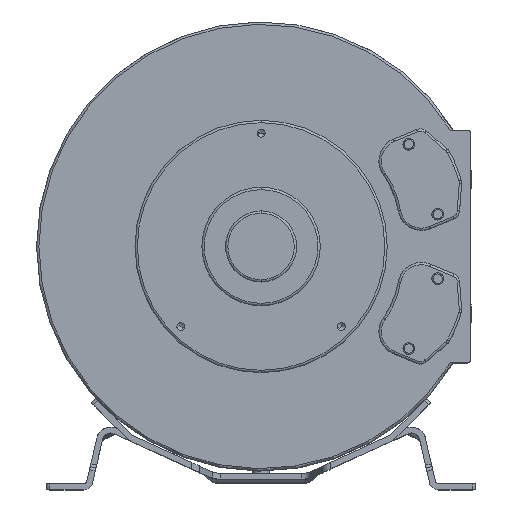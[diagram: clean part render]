
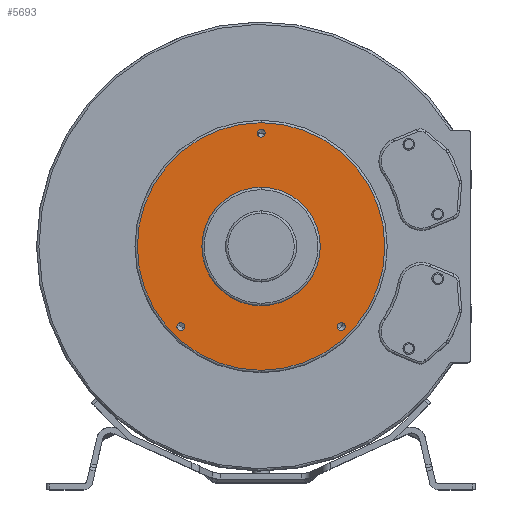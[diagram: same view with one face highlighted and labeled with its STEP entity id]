
A CAD part, top view. The second image highlights one B-rep face of the part: STEP entity #5693.
In plain terms, the highlighted planar face has unit normal (0, 0, 1).
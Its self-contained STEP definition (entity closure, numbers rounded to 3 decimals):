
#1917=CARTESIAN_POINT('',(0.,0.,-21.));
#1918=DIRECTION('',(0.,0.,1.));
#1919=DIRECTION('',(0.,1.,0.));
#1920=AXIS2_PLACEMENT_3D('',#1917,#1918,#1919);
#1922=CARTESIAN_POINT('',(0.,0.,-21.));
#1923=DIRECTION('',(0.,0.,1.));
#1924=DIRECTION('',(0.,-1.,0.));
#1925=AXIS2_PLACEMENT_3D('',#1922,#1923,#1924);
#1927=CARTESIAN_POINT('',(0.,96.,-21.));
#1928=DIRECTION('',(0.,0.,1.));
#1929=DIRECTION('',(-1.,0.,0.));
#1930=AXIS2_PLACEMENT_3D('',#1927,#1928,#1929);
#1932=CARTESIAN_POINT('',(0.,96.,-21.));
#1933=DIRECTION('',(0.,0.,1.));
#1934=DIRECTION('',(1.,0.,0.));
#1935=AXIS2_PLACEMENT_3D('',#1932,#1933,#1934);
#1937=CARTESIAN_POINT('',(-67.882,-67.882,-21.));
#1938=DIRECTION('',(0.,0.,1.));
#1939=DIRECTION('',(0.707,-0.707,0.));
#1940=AXIS2_PLACEMENT_3D('',#1937,#1938,#1939);
#1942=CARTESIAN_POINT('',(-67.882,-67.882,-21.));
#1943=DIRECTION('',(0.,0.,1.));
#1944=DIRECTION('',(-0.707,0.707,0.));
#1945=AXIS2_PLACEMENT_3D('',#1942,#1943,#1944);
#1947=CARTESIAN_POINT('',(67.882,-67.882,-21.));
#1948=DIRECTION('',(0.,0.,1.));
#1949=DIRECTION('',(0.707,0.707,0.));
#1950=AXIS2_PLACEMENT_3D('',#1947,#1948,#1949);
#1952=CARTESIAN_POINT('',(67.882,-67.882,-21.));
#1953=DIRECTION('',(0.,0.,1.));
#1954=DIRECTION('',(-0.707,-0.707,0.));
#1955=AXIS2_PLACEMENT_3D('',#1952,#1953,#1954);
#1966=CARTESIAN_POINT('',(0.,0.,-21.));
#1967=DIRECTION('',(0.,0.,1.));
#1968=DIRECTION('',(0.,1.,0.));
#1969=AXIS2_PLACEMENT_3D('',#1966,#1967,#1968);
#2048=CARTESIAN_POINT('',(0.,0.,-21.));
#2049=DIRECTION('',(0.,0.,-1.));
#2050=DIRECTION('',(0.,1.,0.));
#2051=AXIS2_PLACEMENT_3D('',#2048,#2049,#2050);
#2585=CARTESIAN_POINT('',(0.,50.15,-21.));
#2586=CARTESIAN_POINT('',(0.,-50.15,-21.));
#2587=VERTEX_POINT('',#2585);
#2588=VERTEX_POINT('',#2586);
#3017=CARTESIAN_POINT('',(0.,104.8,-21.));
#3018=CARTESIAN_POINT('',(0.,-104.8,-21.));
#3019=VERTEX_POINT('',#3017);
#3020=VERTEX_POINT('',#3018);
#3163=CARTESIAN_POINT('',(-3.4,96.,-21.));
#3164=CARTESIAN_POINT('',(3.4,96.,-21.));
#3165=VERTEX_POINT('',#3163);
#3166=VERTEX_POINT('',#3164);
#3173=CARTESIAN_POINT('',(-65.478,-70.286,-21.));
#3174=CARTESIAN_POINT('',(-70.286,-65.478,-21.));
#3175=VERTEX_POINT('',#3173);
#3176=VERTEX_POINT('',#3174);
#3183=CARTESIAN_POINT('',(70.286,-65.478,-21.));
#3184=CARTESIAN_POINT('',(65.478,-70.286,-21.));
#3185=VERTEX_POINT('',#3183);
#3186=VERTEX_POINT('',#3184);
#5659=CARTESIAN_POINT('',(0.,0.,-21.));
#5660=DIRECTION('',(0.,0.,-1.));
#5661=DIRECTION('',(0.,-1.,0.));
#5662=AXIS2_PLACEMENT_3D('',#5659,#5660,#5661);
#5663=PLANE('',#5662);
#5664=ORIENTED_EDGE('',*,*,#5649,.F.);
#5666=ORIENTED_EDGE('',*,*,#5665,.F.);
#5667=EDGE_LOOP('',(#5664,#5666));
#5668=FACE_OUTER_BOUND('',#5667,.F.);
#5670=ORIENTED_EDGE('',*,*,#5669,.T.);
#5672=ORIENTED_EDGE('',*,*,#5671,.F.);
#5673=EDGE_LOOP('',(#5670,#5672));
#5674=FACE_BOUND('',#5673,.F.);
#5676=ORIENTED_EDGE('',*,*,#5675,.T.);
#5678=ORIENTED_EDGE('',*,*,#5677,.T.);
#5679=EDGE_LOOP('',(#5676,#5678));
#5680=FACE_BOUND('',#5679,.F.);
#5682=ORIENTED_EDGE('',*,*,#5681,.T.);
#5684=ORIENTED_EDGE('',*,*,#5683,.T.);
#5685=EDGE_LOOP('',(#5682,#5684));
#5686=FACE_BOUND('',#5685,.F.);
#5688=ORIENTED_EDGE('',*,*,#5687,.T.);
#5690=ORIENTED_EDGE('',*,*,#5689,.T.);
#5691=EDGE_LOOP('',(#5688,#5690));
#5692=FACE_BOUND('',#5691,.F.);
#5693=ADVANCED_FACE('',(#5668,#5674,#5680,#5686,#5692),#5663,.F.);
#1921=CIRCLE('',#1920,104.8);
#1926=CIRCLE('',#1925,104.8);
#1931=CIRCLE('',#1930,3.4);
#1936=CIRCLE('',#1935,3.4);
#1941=CIRCLE('',#1940,3.4);
#1946=CIRCLE('',#1945,3.4);
#1951=CIRCLE('',#1950,3.4);
#1956=CIRCLE('',#1955,3.4);
#1970=CIRCLE('',#1969,50.15);
#2052=CIRCLE('',#2051,50.15);
#5649=EDGE_CURVE('',#3019,#3020,#1921,.T.);
#5665=EDGE_CURVE('',#3020,#3019,#1926,.T.);
#5669=EDGE_CURVE('',#2587,#2588,#1970,.T.);
#5671=EDGE_CURVE('',#2587,#2588,#2052,.T.);
#5675=EDGE_CURVE('',#3165,#3166,#1931,.T.);
#5677=EDGE_CURVE('',#3166,#3165,#1936,.T.);
#5681=EDGE_CURVE('',#3175,#3176,#1941,.T.);
#5683=EDGE_CURVE('',#3176,#3175,#1946,.T.);
#5687=EDGE_CURVE('',#3185,#3186,#1951,.T.);
#5689=EDGE_CURVE('',#3186,#3185,#1956,.T.);
